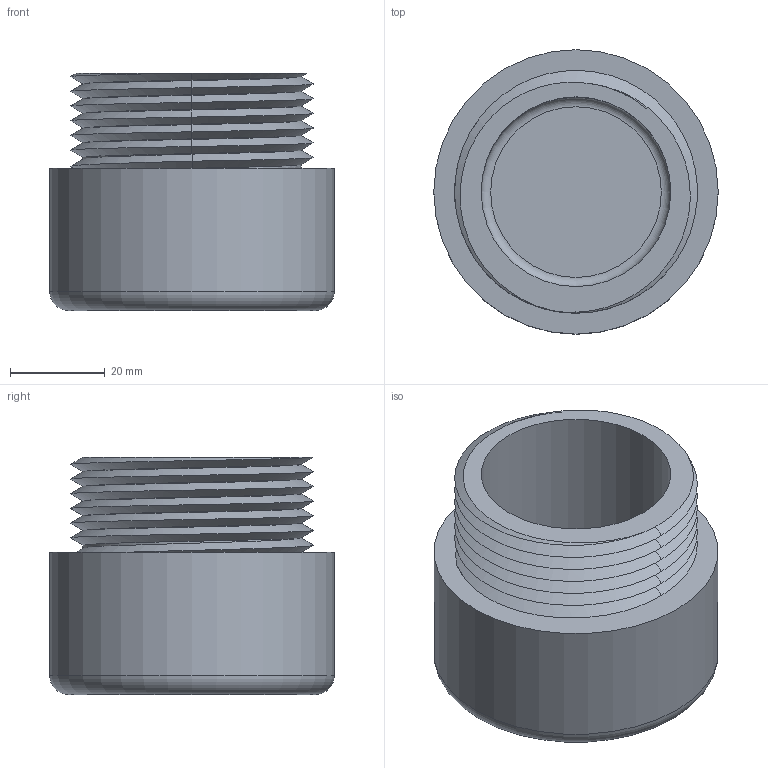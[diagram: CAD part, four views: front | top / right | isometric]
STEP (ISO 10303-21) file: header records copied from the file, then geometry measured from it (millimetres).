
FILE_DESCRIPTION(('FreeCAD Model'),'2;1');
FILE_NAME('Open CASCADE Shape Model','2026-01-08T02:10:53',('Author'),( ''),'Open CASCADE STEP processor 7.8','FreeCAD','Unknown');
FILE_SCHEMA(('AUTOMOTIVE_DESIGN { 1 0 10303 214 1 1 1 1 }'));
Length unit declared in the file: millimetre
Products named in the file (1): Container Body
Bounding box: 60 x 60 x 50 mm (x, y, z)
Volume: 62164.9 mm3; surface area: 22766.7 mm2
Topology: 1 solids, 1 shells, 24 faces, 53 edges, 33 vertices
Faces by surface type: bspline 15, plane 4, cylinder 3, torus 2
Full cylindrical faces by diameter (mm): 40 x1, 60 x1
Entity records: 1277 total; most frequent: CARTESIAN_POINT 838, ORIENTED_EDGE 106, EDGE_CURVE 53, DIRECTION 45, B_SPLINE_CURVE_WITH_KNOTS 40, VERTEX_POINT 33, FACE_BOUND 26, EDGE_LOOP 26
